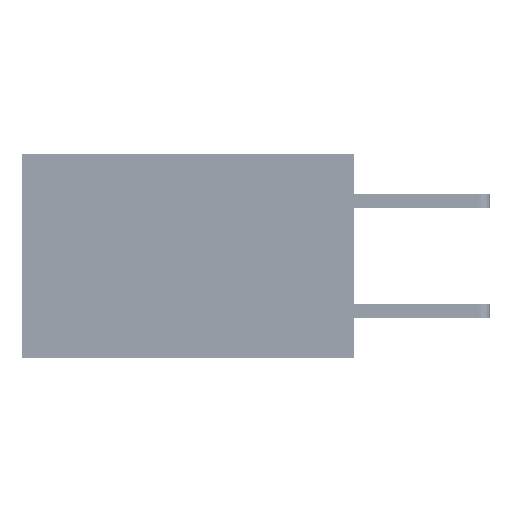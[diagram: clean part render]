
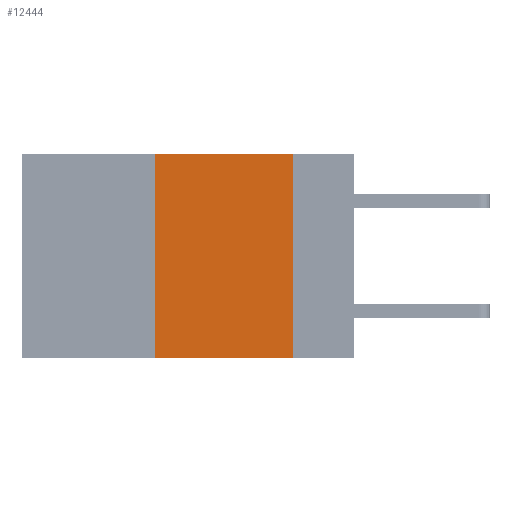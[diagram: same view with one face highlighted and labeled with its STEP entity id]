
A CAD part, left-side view. The second image highlights one B-rep face of the part: STEP entity #12444.
In plain terms, the highlighted planar face has unit normal (-1, 0, 0).
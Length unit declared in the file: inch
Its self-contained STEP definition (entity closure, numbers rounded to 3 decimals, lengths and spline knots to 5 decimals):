
#256 = ORIENTED_EDGE ( 'NONE', *, *, #23135, .F. ) ;
#308 = DIRECTION ( 'NONE',  ( 1., 0., 0. ) ) ;
#1345 = LINE ( 'NONE', #9405, #22679 ) ;
#1365 = LINE ( 'NONE', #9176, #34926 ) ;
#3942 = VERTEX_POINT ( 'NONE', #45181 ) ;
#8367 = DIRECTION ( 'NONE',  ( 0., 0., -1. ) ) ;
#9176 = CARTESIAN_POINT ( 'NONE',  ( 0., 0.36, 0. ) ) ;
#9399 = VECTOR ( 'NONE', #36578, 39.37008 ) ;
#9405 = CARTESIAN_POINT ( 'NONE',  ( 0., 0.11, 0. ) ) ;
#10294 = CARTESIAN_POINT ( 'NONE',  ( 0., 0.6, 0. ) ) ;
#10834 = VERTEX_POINT ( 'NONE', #35969 ) ;
#11550 = ORIENTED_EDGE ( 'NONE', *, *, #49226, .F. ) ;
#12234 = EDGE_CURVE ( 'NONE', #3942, #10834, #44126, .T. ) ;
#12444 = ADVANCED_FACE ( 'NONE', ( #45131 ), #23733, .F. ) ;
#15832 = ORIENTED_EDGE ( 'NONE', *, *, #16619, .F. ) ;
#16619 = EDGE_CURVE ( 'NONE', #46604, #10834, #1345, .T. ) ;
#16784 = VECTOR ( 'NONE', #45277, 39.37008 ) ;
#17485 = AXIS2_PLACEMENT_3D ( 'NONE', #27501, #308, #8367 ) ;
#21254 = DIRECTION ( 'NONE',  ( 0., 0., 1. ) ) ;
#22679 = VECTOR ( 'NONE', #38888, 39.37008 ) ;
#22871 = ORIENTED_EDGE ( 'NONE', *, *, #12234, .T. ) ;
#23135 = EDGE_CURVE ( 'NONE', #44196, #46604, #25659, .T. ) ;
#23733 = PLANE ( 'NONE',  #17485 ) ;
#25659 = LINE ( 'NONE', #10294, #16784 ) ;
#26092 = EDGE_LOOP ( 'NONE', ( #15832, #256, #11550, #22871 ) ) ;
#27501 = CARTESIAN_POINT ( 'NONE',  ( 0., 0.6, 0. ) ) ;
#28344 = CARTESIAN_POINT ( 'NONE',  ( 0., 0.36, 0. ) ) ;
#34926 = VECTOR ( 'NONE', #21254, 39.37008 ) ;
#35969 = CARTESIAN_POINT ( 'NONE',  ( 0., 0.11, -0.37 ) ) ;
#36578 = DIRECTION ( 'NONE',  ( 0., -1., 0. ) ) ;
#37078 = CARTESIAN_POINT ( 'NONE',  ( 0., 0.6, -0.37 ) ) ;
#38888 = DIRECTION ( 'NONE',  ( 0., 0., -1. ) ) ;
#44126 = LINE ( 'NONE', #37078, #9399 ) ;
#44196 = VERTEX_POINT ( 'NONE', #28344 ) ;
#45131 = FACE_OUTER_BOUND ( 'NONE', #26092, .T. ) ;
#45181 = CARTESIAN_POINT ( 'NONE',  ( 0., 0.36, -0.37 ) ) ;
#45277 = DIRECTION ( 'NONE',  ( 0., -1., 0. ) ) ;
#46604 = VERTEX_POINT ( 'NONE', #47634 ) ;
#47634 = CARTESIAN_POINT ( 'NONE',  ( 0., 0.11, 0. ) ) ;
#49226 = EDGE_CURVE ( 'NONE', #3942, #44196, #1365, .T. ) ;
